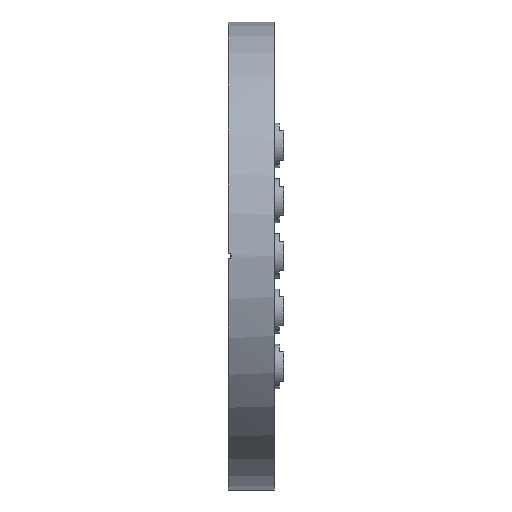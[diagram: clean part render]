
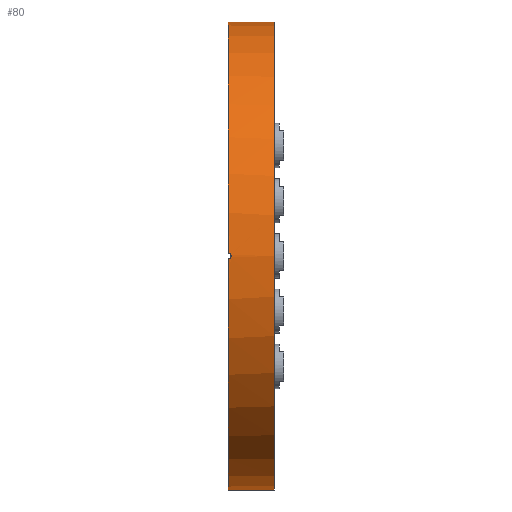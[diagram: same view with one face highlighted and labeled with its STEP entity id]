
A CAD part, left-side view. The second image highlights one B-rep face of the part: STEP entity #80.
In plain terms, the highlighted cylindrical face has radius 76.2 mm (diameter 152.4 mm), a partial arc.
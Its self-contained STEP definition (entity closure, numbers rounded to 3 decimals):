
#80 = ADVANCED_FACE ( 'NONE', ( #2702 ), #2579, .T. ) ;
#132 = CARTESIAN_POINT ( 'NONE',  ( 0., -15., 76.2 ) ) ;
#177 = EDGE_LOOP ( 'NONE', ( #2551, #1338, #4935, #4789, #4877, #5066 ) ) ;
#224 = CARTESIAN_POINT ( 'NONE',  ( -76.193, -0.132, 1. ) ) ;
#313 = CARTESIAN_POINT ( 'NONE',  ( -76.2, -0.974, 0.263 ) ) ;
#367 = DIRECTION ( 'NONE',  ( 0., 0., 1. ) ) ;
#394 = CIRCLE ( 'NONE', #861, 76.2 ) ;
#406 = DIRECTION ( 'NONE',  ( 0., 1., 0. ) ) ;
#741 = CARTESIAN_POINT ( 'NONE',  ( -76.2, -1., -0.13 ) ) ;
#756 = EDGE_CURVE ( 'NONE', #1870, #2534, #1218, .T. ) ;
#764 = AXIS2_PLACEMENT_3D ( 'NONE', #2678, #4132, #4416 ) ;
#842 = CARTESIAN_POINT ( 'NONE',  ( 0., -15., -76.2 ) ) ;
#861 = AXIS2_PLACEMENT_3D ( 'NONE', #4439, #4690, #4811 ) ;
#1127 = CARTESIAN_POINT ( 'NONE',  ( 0., -15., 0. ) ) ;
#1166 = CARTESIAN_POINT ( 'NONE',  ( -76.198, -0.874, -0.503 ) ) ;
#1218 = CIRCLE ( 'NONE', #3949, 76.2 ) ;
#1250 = VECTOR ( 'NONE', #4299, 1000. ) ;
#1332 = CIRCLE ( 'NONE', #1432, 76.2 ) ;
#1338 = ORIENTED_EDGE ( 'NONE', *, *, #756, .T. ) ;
#1432 = AXIS2_PLACEMENT_3D ( 'NONE', #2649, #4365, #4516 ) ;
#1516 = CARTESIAN_POINT ( 'NONE',  ( -76.195, -0.504, 0.874 ) ) ;
#1535 = B_SPLINE_CURVE_WITH_KNOTS ( 'NONE', 3,
 ( #3655, #224, #4113, #1516, #4548, #1970, #2119, #313, #3326, #741, #3770, #1166, #4205, #1616, #4642, #2055 ),
 .UNSPECIFIED., .F., .F.,
 ( 4, 2, 2, 2, 2, 2, 2, 4 ),
 ( 0., 0., 0.001, 0.001, 0.002, 0.002, 0.002, 0.003 ),
 .UNSPECIFIED. ) ;
#1616 = CARTESIAN_POINT ( 'NONE',  ( -76.195, -0.521, -0.893 ) ) ;
#1870 = VERTEX_POINT ( 'NONE', #2810 ) ;
#1970 = CARTESIAN_POINT ( 'NONE',  ( -76.198, -0.799, 0.615 ) ) ;
#2055 = CARTESIAN_POINT ( 'NONE',  ( -76.193, 0., -1. ) ) ;
#2119 = CARTESIAN_POINT ( 'NONE',  ( -76.198, -0.874, 0.503 ) ) ;
#2181 = CARTESIAN_POINT ( 'NONE',  ( 0., 0., -76.2 ) ) ;
#2265 = EDGE_CURVE ( 'NONE', #2738, #4886, #1332, .T. ) ;
#2390 = VECTOR ( 'NONE', #4026, 1000. ) ;
#2420 = CARTESIAN_POINT ( 'NONE',  ( 0., -15., 76.2 ) ) ;
#2477 = CARTESIAN_POINT ( 'NONE',  ( -76.193, 0., 1. ) ) ;
#2534 = VERTEX_POINT ( 'NONE', #2420 ) ;
#2539 = EDGE_CURVE ( 'NONE', #4613, #4863, #394, .T. ) ;
#2551 = ORIENTED_EDGE ( 'NONE', *, *, #5140, .F. ) ;
#2579 = CYLINDRICAL_SURFACE ( 'NONE', #764, 76.2 ) ;
#2649 = CARTESIAN_POINT ( 'NONE',  ( 0., 0., 0. ) ) ;
#2678 = CARTESIAN_POINT ( 'NONE',  ( 0., -15., 0. ) ) ;
#2702 = FACE_OUTER_BOUND ( 'NONE', #177, .T. ) ;
#2738 = VERTEX_POINT ( 'NONE', #2181 ) ;
#2810 = CARTESIAN_POINT ( 'NONE',  ( 0., -15., -76.2 ) ) ;
#3219 = CARTESIAN_POINT ( 'NONE',  ( 0., 0., 76.2 ) ) ;
#3326 = CARTESIAN_POINT ( 'NONE',  ( -76.2, -1., 0.131 ) ) ;
#3655 = CARTESIAN_POINT ( 'NONE',  ( -76.193, 0., 1. ) ) ;
#3770 = CARTESIAN_POINT ( 'NONE',  ( -76.2, -0.974, -0.261 ) ) ;
#3949 = AXIS2_PLACEMENT_3D ( 'NONE', #1127, #406, #367 ) ;
#4026 = DIRECTION ( 'NONE',  ( 0., 1., 0. ) ) ;
#4113 = CARTESIAN_POINT ( 'NONE',  ( -76.194, -0.262, 0.974 ) ) ;
#4132 = DIRECTION ( 'NONE',  ( 0., 1., 0. ) ) ;
#4205 = CARTESIAN_POINT ( 'NONE',  ( -76.198, -0.801, -0.613 ) ) ;
#4299 = DIRECTION ( 'NONE',  ( 0., 1., 0. ) ) ;
#4365 = DIRECTION ( 'NONE',  ( 0., 1., 0. ) ) ;
#4372 = EDGE_CURVE ( 'NONE', #2534, #4863, #5373, .T. ) ;
#4416 = DIRECTION ( 'NONE',  ( 0., 0., 1. ) ) ;
#4439 = CARTESIAN_POINT ( 'NONE',  ( 0., 0., 0. ) ) ;
#4516 = DIRECTION ( 'NONE',  ( 0., 0., 1. ) ) ;
#4548 = CARTESIAN_POINT ( 'NONE',  ( -76.196, -0.615, 0.799 ) ) ;
#4613 = VERTEX_POINT ( 'NONE', #2477 ) ;
#4642 = CARTESIAN_POINT ( 'NONE',  ( -76.193, -0.264, -1. ) ) ;
#4690 = DIRECTION ( 'NONE',  ( 0., 1., 0. ) ) ;
#4789 = ORIENTED_EDGE ( 'NONE', *, *, #2539, .F. ) ;
#4811 = DIRECTION ( 'NONE',  ( 0., 0., 1. ) ) ;
#4863 = VERTEX_POINT ( 'NONE', #3219 ) ;
#4877 = ORIENTED_EDGE ( 'NONE', *, *, #5357, .T. ) ;
#4886 = VERTEX_POINT ( 'NONE', #5409 ) ;
#4906 = LINE ( 'NONE', #842, #1250 ) ;
#4935 = ORIENTED_EDGE ( 'NONE', *, *, #4372, .T. ) ;
#5066 = ORIENTED_EDGE ( 'NONE', *, *, #2265, .F. ) ;
#5140 = EDGE_CURVE ( 'NONE', #1870, #2738, #4906, .T. ) ;
#5357 = EDGE_CURVE ( 'NONE', #4613, #4886, #1535, .T. ) ;
#5373 = LINE ( 'NONE', #132, #2390 ) ;
#5409 = CARTESIAN_POINT ( 'NONE',  ( -76.193, 0., -1. ) ) ;
